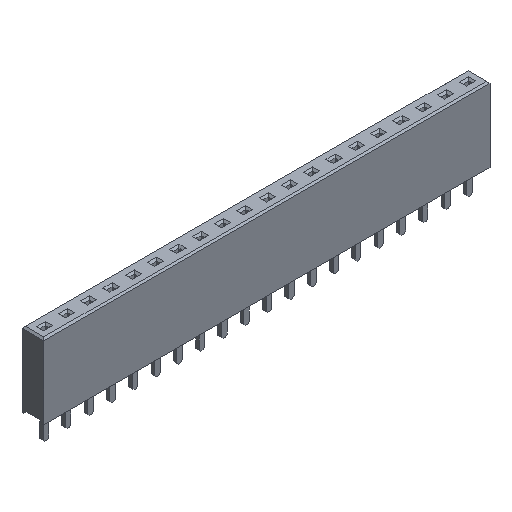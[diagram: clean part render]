
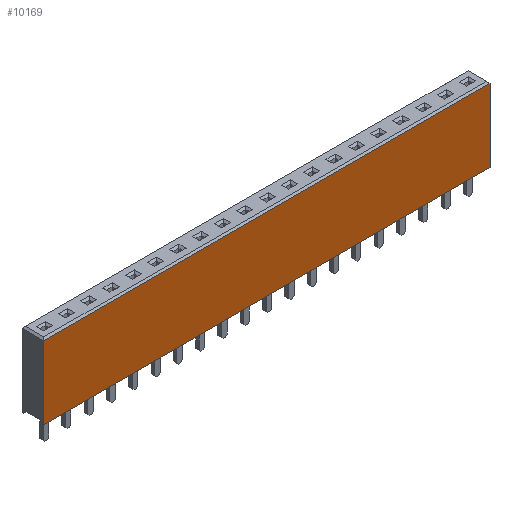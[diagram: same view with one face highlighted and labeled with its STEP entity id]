
A CAD part, isometric view. The second image highlights one B-rep face of the part: STEP entity #10169.
In plain terms, the highlighted planar face has unit normal (0, -1, 0).
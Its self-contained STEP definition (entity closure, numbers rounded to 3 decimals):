
#981=FACE_OUTER_BOUND('',#1552,.T.);
#1552=EDGE_LOOP('',(#7637,#7638,#7639,#7640));
#2456=LINE('',#14732,#3667);
#2457=LINE('',#14735,#3668);
#2458=LINE('',#14737,#3669);
#2459=LINE('',#14738,#3670);
#3667=VECTOR('',#12006,1.);
#3668=VECTOR('',#12009,1.);
#3669=VECTOR('',#12010,1.);
#3670=VECTOR('',#12011,1.);
#4830=VERTEX_POINT('',#14722);
#4834=VERTEX_POINT('',#14730);
#4835=VERTEX_POINT('',#14734);
#4836=VERTEX_POINT('',#14736);
#5866=EDGE_CURVE('',#4830,#4834,#2456,.T.);
#5867=EDGE_CURVE('',#4834,#4835,#2457,.T.);
#5868=EDGE_CURVE('',#4836,#4835,#2458,.T.);
#5869=EDGE_CURVE('',#4836,#4830,#2459,.T.);
#7637=ORIENTED_EDGE('',*,*,#5866,.T.);
#7638=ORIENTED_EDGE('',*,*,#5867,.T.);
#7639=ORIENTED_EDGE('',*,*,#5868,.F.);
#7640=ORIENTED_EDGE('',*,*,#5869,.T.);
#9709=PLANE('',#10803);
#10169=ADVANCED_FACE('',(#981),#9709,.T.);
#10803=AXIS2_PLACEMENT_3D('',#14733,#12007,#12008);
#12006=DIRECTION('',(0.,0.,1.));
#12007=DIRECTION('center_axis',(0.,-1.,0.));
#12008=DIRECTION('ref_axis',(0.,0.,-1.));
#12009=DIRECTION('',(-1.,0.,0.));
#12010=DIRECTION('',(0.,0.,1.));
#12011=DIRECTION('',(1.,0.,0.));
#14722=CARTESIAN_POINT('',(25.4,-1.255,0.));
#14730=CARTESIAN_POINT('',(25.4,-1.255,8.3));
#14732=CARTESIAN_POINT('',(25.4,-1.255,0.));
#14733=CARTESIAN_POINT('Origin',(-25.4,-1.255,0.));
#14734=CARTESIAN_POINT('',(-25.4,-1.255,8.3));
#14735=CARTESIAN_POINT('',(-25.4,-1.255,8.3));
#14736=CARTESIAN_POINT('',(-25.4,-1.255,0.));
#14737=CARTESIAN_POINT('',(-25.4,-1.255,0.));
#14738=CARTESIAN_POINT('',(-25.4,-1.255,0.));
